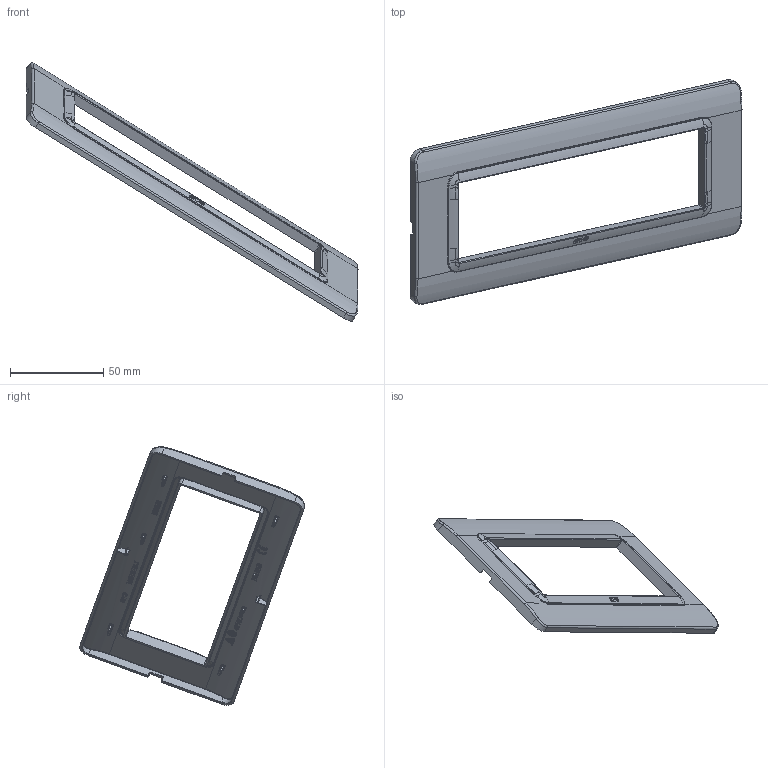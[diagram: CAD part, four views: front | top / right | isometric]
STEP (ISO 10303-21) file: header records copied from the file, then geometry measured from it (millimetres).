
FILE_DESCRIPTION(('CATIA V5 STEP Exchange'),'2;1');
FILE_NAME('44PY07XX.stp','2023-09-25T07:47:26+00:00',('none'),('none'),'CATIA Version 5-6 Release 2016 SP6','CATIA V5 STEP AP203','none');
FILE_SCHEMA(('CONFIG_CONTROL_DESIGN'));
Length unit declared in the file: millimetre
Products named in the file (1): 44PY07XX
Assembly tree (2 placements, depth 2):
  44PY07XX
    #57
    #93771
Bounding box: 178.16 x 120.8 x 138.69 mm (x, y, z)
Volume: 21990.9 mm3; surface area: 31388.2 mm2
Topology: 1 solids, 1 shells, 2458 faces, 6490 edges, 4009 vertices
Faces by surface type: plane 1336, cylinder 649, bspline 363, extrusion 46, torus 24, sphere 24, revolution 12, cone 4
Entity records: 93800 total; most frequent: CARTESIAN_POINT 43125, ORIENTED_EDGE 12766, DIRECTION 6521, EDGE_CURVE 6383, VERTEX_POINT 4005, B_SPLINE_CURVE_WITH_KNOTS 3144, VECTOR 2683, LINE 2637
